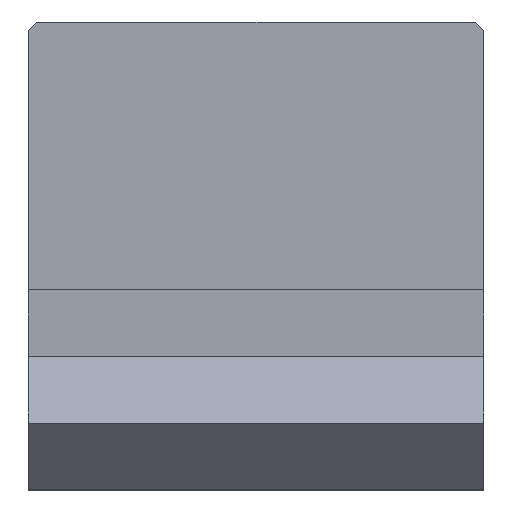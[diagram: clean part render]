
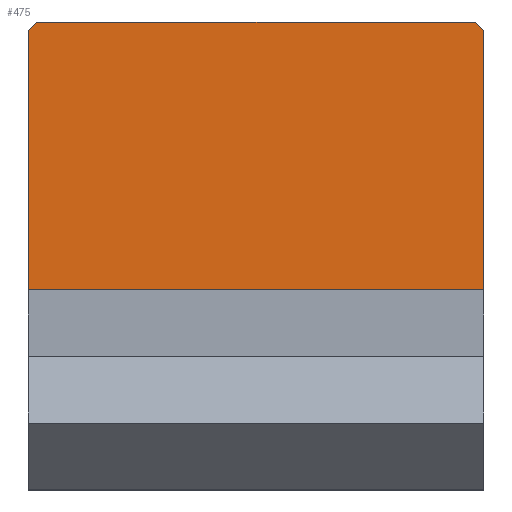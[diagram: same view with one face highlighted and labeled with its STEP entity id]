
A CAD part, left-side view. The second image highlights one B-rep face of the part: STEP entity #475.
In plain terms, the highlighted planar face has unit normal (-1, 0, 0).
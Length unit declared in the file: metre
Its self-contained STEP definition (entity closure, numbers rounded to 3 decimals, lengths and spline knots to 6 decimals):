
#80=ORIENTED_EDGE('',*,*,#196,.F.);
#81=ORIENTED_EDGE('',*,*,#197,.T.);
#82=ORIENTED_EDGE('',*,*,#198,.F.);
#83=ORIENTED_EDGE('',*,*,#155,.T.);
#84=ORIENTED_EDGE('',*,*,#199,.T.);
#85=ORIENTED_EDGE('',*,*,#200,.T.);
#155=EDGE_CURVE('',#220,#221,#265,.T.);
#196=EDGE_CURVE('',#246,#247,#306,.T.);
#197=EDGE_CURVE('',#246,#248,#307,.F.);
#198=EDGE_CURVE('',#220,#248,#308,.T.);
#199=EDGE_CURVE('',#221,#249,#309,.T.);
#200=EDGE_CURVE('',#249,#247,#310,.T.);
#220=VERTEX_POINT('',#662);
#221=VERTEX_POINT('',#663);
#246=VERTEX_POINT('',#743);
#247=VERTEX_POINT('',#744);
#248=VERTEX_POINT('',#746);
#249=VERTEX_POINT('',#749);
#265=LINE('',#661,#331);
#306=LINE('',#742,#372);
#307=LINE('',#745,#373);
#308=LINE('',#747,#374);
#309=LINE('',#748,#375);
#310=LINE('',#750,#376);
#331=VECTOR('',#540,1.);
#372=VECTOR('',#609,1.);
#373=VECTOR('',#610,1.);
#374=VECTOR('',#611,1.);
#375=VECTOR('',#612,1.);
#376=VECTOR('',#613,1.);
#403=EDGE_LOOP('',(#80,#81,#82,#83,#84,#85));
#427=FACE_BOUND('',#403,.T.);
#451=PLANE('',#512);
#475=ADVANCED_FACE('',(#427),#451,.F.);
#512=AXIS2_PLACEMENT_3D('',#741,#607,#608);
#540=DIRECTION('',(0.,-1.,0.));
#607=DIRECTION('',(1.,0.,0.));
#608=DIRECTION('',(0.,1.,0.));
#609=DIRECTION('',(0.,-1.,0.));
#610=DIRECTION('',(0.,-0.707,0.707));
#611=DIRECTION('',(0.,0.,1.));
#612=DIRECTION('',(0.,0.,1.));
#613=DIRECTION('',(0.,0.707,0.707));
#661=CARTESIAN_POINT('',(0.01515,0.,0.0042));
#662=CARTESIAN_POINT('',(0.01515,0.002725,0.0042));
#663=CARTESIAN_POINT('',(0.01515,-0.002725,0.0042));
#741=CARTESIAN_POINT('',(0.01515,0.,0.0044));
#742=CARTESIAN_POINT('',(0.01515,0.,0.0074));
#743=CARTESIAN_POINT('',(0.01515,0.002625,0.0074));
#744=CARTESIAN_POINT('',(0.01515,-0.002625,0.0074));
#745=CARTESIAN_POINT('',(0.01515,0.002625,0.0074));
#746=CARTESIAN_POINT('',(0.01515,0.002725,0.0073));
#747=CARTESIAN_POINT('',(0.01515,0.002725,-0.072863));
#748=CARTESIAN_POINT('',(0.01515,-0.002725,-0.072863));
#749=CARTESIAN_POINT('',(0.01515,-0.002725,0.0073));
#750=CARTESIAN_POINT('',(0.01515,-0.002725,0.0073));
